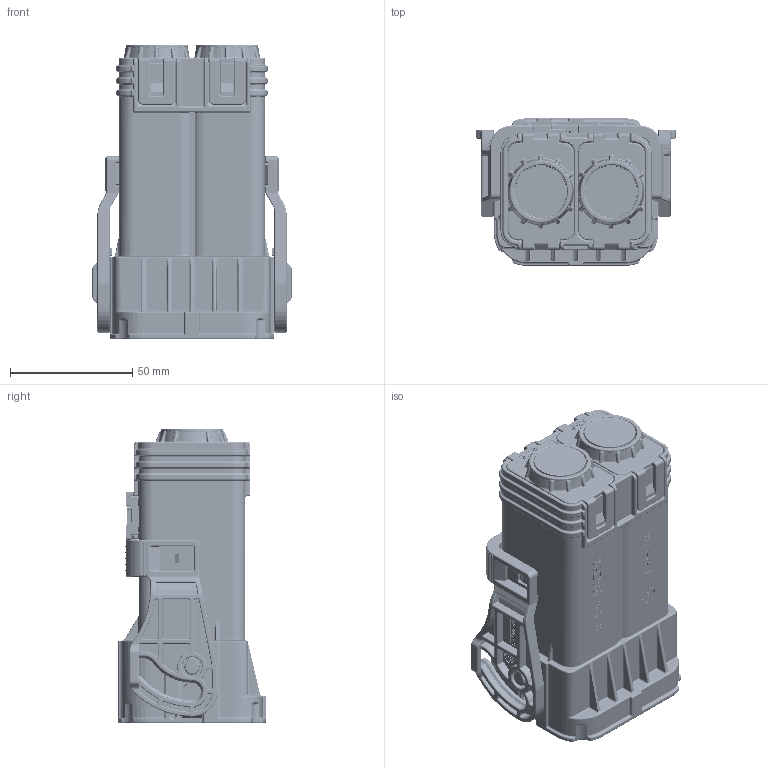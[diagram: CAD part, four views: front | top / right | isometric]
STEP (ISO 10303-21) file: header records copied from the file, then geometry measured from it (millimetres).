
FILE_DESCRIPTION (( 'STEP AP214' ), '1' );
FILE_NAME ('YGEV6-P2PHA 脣芛(諦誧杅耀).STEP', '2023-12-27T10:29:16', ( '' ), ( '' ), 'SwSTEP 2.0', 'SolidWorks 2018', '' );
FILE_SCHEMA (( 'AUTOMOTIVE_DESIGN' ));
Length unit declared in the file: millimetre
Products named in the file (1): YGEV6-P2PHA 脣芛(諦誧杅耀)
Bounding box: 81.3 x 60.2 x 120.3 mm (x, y, z)
Volume: 293615.2 mm3; surface area: 136688.4 mm2
Topology: 9 solids, 17 shells, 11575 faces, 29243 edges, 17255 vertices
Faces by surface type: plane 4936, cylinder 3958, bspline 1073, torus 861, sphere 519, cone 228
Full cylindrical faces by diameter (mm): 6 x3, 8 x1, 8.2 x2, 20.9 x2, 21.7 x2, 25.484 x2
Entity records: 504760 total; most frequent: CARTESIAN_POINT 107722, ORIENTED_EDGE 57456, DIRECTION 55993, EDGE_CURVE 28728, AXIS2_PLACEMENT_3D 19586, VERTEX_POINT 17242, LINE 16821, VECTOR 16821
